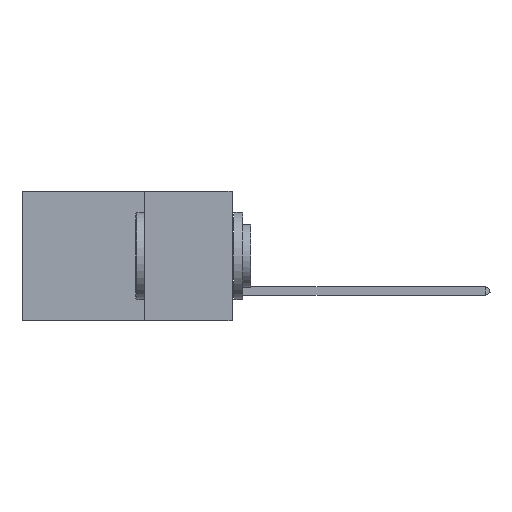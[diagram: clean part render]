
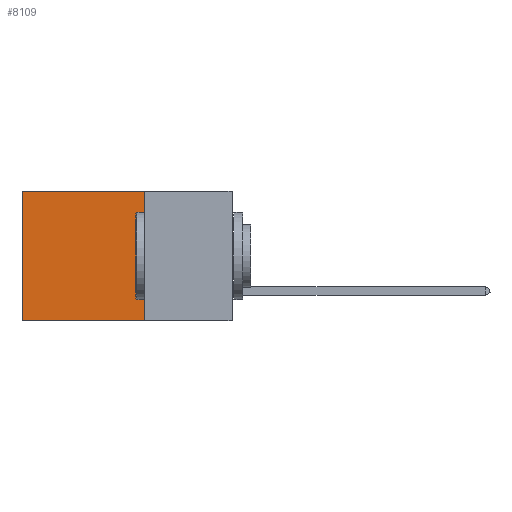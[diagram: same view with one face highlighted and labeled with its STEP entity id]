
A CAD part, left-side view. The second image highlights one B-rep face of the part: STEP entity #8109.
In plain terms, the highlighted planar face has unit normal (-1, 0, 0).
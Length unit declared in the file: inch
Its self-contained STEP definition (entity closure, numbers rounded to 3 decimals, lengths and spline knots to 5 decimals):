
#133 = DIRECTION ( 'NONE',  ( 0., 0., -1. ) ) ;
#171 = VERTEX_POINT ( 'NONE', #17375 ) ;
#1431 = ORIENTED_EDGE ( 'NONE', *, *, #5712, .F. ) ;
#2124 = EDGE_CURVE ( 'NONE', #2125, #171, #3512, .T. ) ;
#2125 = VERTEX_POINT ( 'NONE', #7462 ) ;
#2242 = AXIS2_PLACEMENT_3D ( 'NONE', #10539, #12140, #2853 ) ;
#2853 = DIRECTION ( 'NONE',  ( 0., 0., -1. ) ) ;
#2939 = DIRECTION ( 'NONE',  ( 0., 0., -1. ) ) ;
#3512 = LINE ( 'NONE', #12234, #18483 ) ;
#5229 = EDGE_CURVE ( 'NONE', #15652, #12361, #7943, .T. ) ;
#5436 = DIRECTION ( 'NONE',  ( 0., 1., 0. ) ) ;
#5496 = EDGE_CURVE ( 'NONE', #15652, #2125, #13342, .T. ) ;
#5712 = EDGE_CURVE ( 'NONE', #12361, #171, #10829, .T. ) ;
#6125 = ORIENTED_EDGE ( 'NONE', *, *, #5496, .T. ) ;
#7462 = CARTESIAN_POINT ( 'NONE',  ( 0.2875, 0.6, 0. ) ) ;
#7787 = ORIENTED_EDGE ( 'NONE', *, *, #5229, .F. ) ;
#7943 = LINE ( 'NONE', #18809, #15734 ) ;
#8109 = ADVANCED_FACE ( 'NONE', ( #18406 ), #15070, .F. ) ;
#9153 = DIRECTION ( 'NONE',  ( 0., 1., 0. ) ) ;
#10103 = ORIENTED_EDGE ( 'NONE', *, *, #2124, .T. ) ;
#10114 = CARTESIAN_POINT ( 'NONE',  ( 0.2875, 0.25, 0. ) ) ;
#10398 = CARTESIAN_POINT ( 'NONE',  ( 0.2875, 0.25, -0.37 ) ) ;
#10539 = CARTESIAN_POINT ( 'NONE',  ( 0.2875, 0.25, 0. ) ) ;
#10829 = LINE ( 'NONE', #10398, #15463 ) ;
#11673 = CARTESIAN_POINT ( 'NONE',  ( 0.2875, 0.25, 0. ) ) ;
#12140 = DIRECTION ( 'NONE',  ( 1., 0., 0. ) ) ;
#12234 = CARTESIAN_POINT ( 'NONE',  ( 0.2875, 0.6, 0. ) ) ;
#12361 = VERTEX_POINT ( 'NONE', #12860 ) ;
#12860 = CARTESIAN_POINT ( 'NONE',  ( 0.2875, 0.25, -0.37 ) ) ;
#13342 = LINE ( 'NONE', #11673, #19749 ) ;
#15070 = PLANE ( 'NONE',  #2242 ) ;
#15463 = VECTOR ( 'NONE', #9153, 39.37008 ) ;
#15652 = VERTEX_POINT ( 'NONE', #10114 ) ;
#15734 = VECTOR ( 'NONE', #133, 39.37008 ) ;
#17375 = CARTESIAN_POINT ( 'NONE',  ( 0.2875, 0.6, -0.37 ) ) ;
#18406 = FACE_OUTER_BOUND ( 'NONE', #18914, .T. ) ;
#18483 = VECTOR ( 'NONE', #2939, 39.37008 ) ;
#18809 = CARTESIAN_POINT ( 'NONE',  ( 0.2875, 0.25, 0. ) ) ;
#18914 = EDGE_LOOP ( 'NONE', ( #10103, #1431, #7787, #6125 ) ) ;
#19749 = VECTOR ( 'NONE', #5436, 39.37008 ) ;
